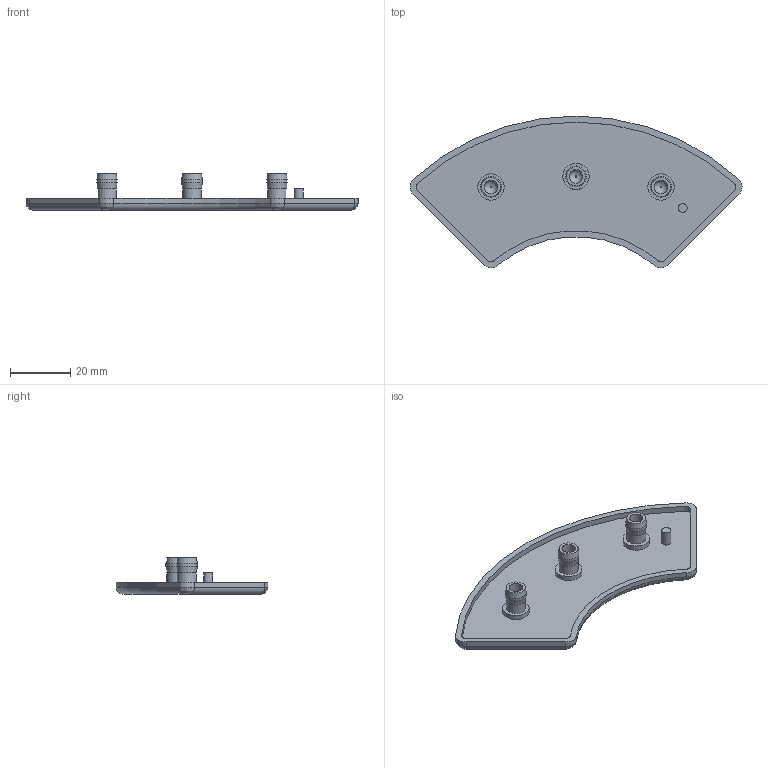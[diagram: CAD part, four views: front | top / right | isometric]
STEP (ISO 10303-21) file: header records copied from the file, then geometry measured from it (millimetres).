
FILE_DESCRIPTION((''),'2;1');
FILE_NAME('SZ0029S-A.stp','2013-08-20T08:06:00',('janine behrens'),(''),'Autodesk Inventor 2012','Autodesk Inventor 2012','');
FILE_SCHEMA(('AUTOMOTIVE_DESIGN { 1 0 10303 214 1 1 1 1 }'));
Length unit declared in the file: millimetre
Products named in the file (1): SZ0029S-A
Bounding box: 110.12 x 50.36 x 12 mm (x, y, z)
Volume: 9080.4 mm3; surface area: 9810.5 mm2
Topology: 1 solids, 1 shells, 59 faces, 118 edges, 72 vertices
Faces by surface type: cylinder 27, plane 17, bspline 7, cone 6, torus 2
Full cylindrical faces by diameter (mm): 3 x1, 4.5 x3, 6.3 x3, 6.9 x3, 8.7 x3
Entity records: 1660 total; most frequent: CARTESIAN_POINT 456, DIRECTION 272, ORIENTED_EDGE 192, AXIS2_PLACEMENT_3D 123, EDGE_CURVE 96, EDGE_LOOP 92, VERTEX_POINT 72, CIRCLE 70
